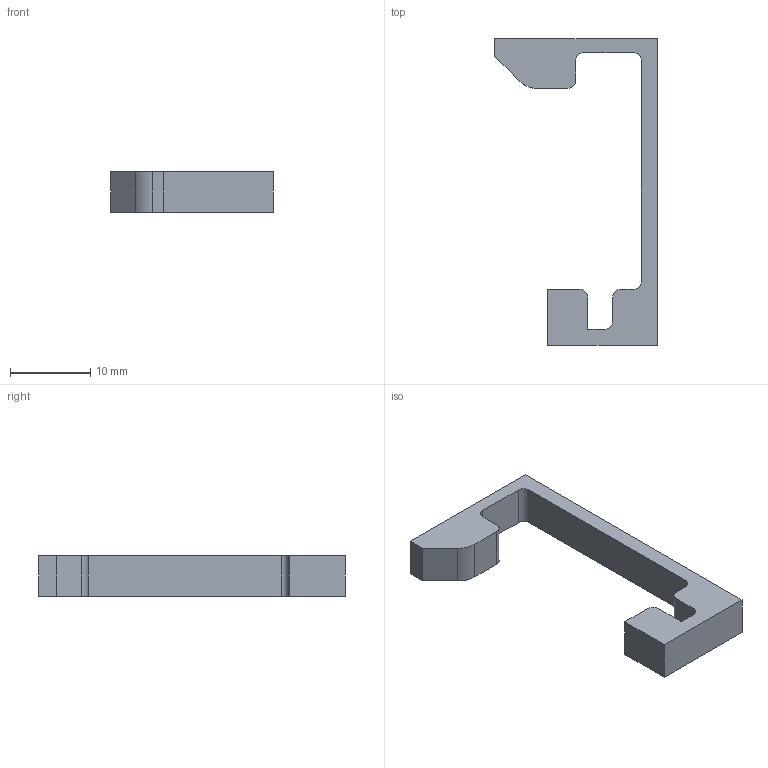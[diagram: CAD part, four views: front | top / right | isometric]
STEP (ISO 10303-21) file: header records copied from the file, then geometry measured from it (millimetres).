
FILE_DESCRIPTION(('FreeCAD Model'),'2;1');
FILE_NAME('Open CASCADE Shape Model','2024-12-17T00:55:18',(''),(''), 'Open CASCADE STEP processor 7.7','FreeCAD','Unknown');
FILE_SCHEMA(('AUTOMOTIVE_DESIGN { 1 0 10303 214 1 1 1 1 }'));
Length unit declared in the file: millimetre
Products named in the file (1): Body001
Bounding box: 20.33 x 38.3 x 5 mm (x, y, z)
Volume: 1060.7 mm3; surface area: 1194.7 mm2
Topology: 1 solids, 1 shells, 25 faces, 69 edges, 46 vertices
Faces by surface type: plane 17, cylinder 8
Entity records: 821 total; most frequent: CARTESIAN_POINT 141, ORIENTED_EDGE 138, DIRECTION 137, EDGE_CURVE 69, LINE 53, VECTOR 53, VERTEX_POINT 46, AXIS2_PLACEMENT_3D 42
